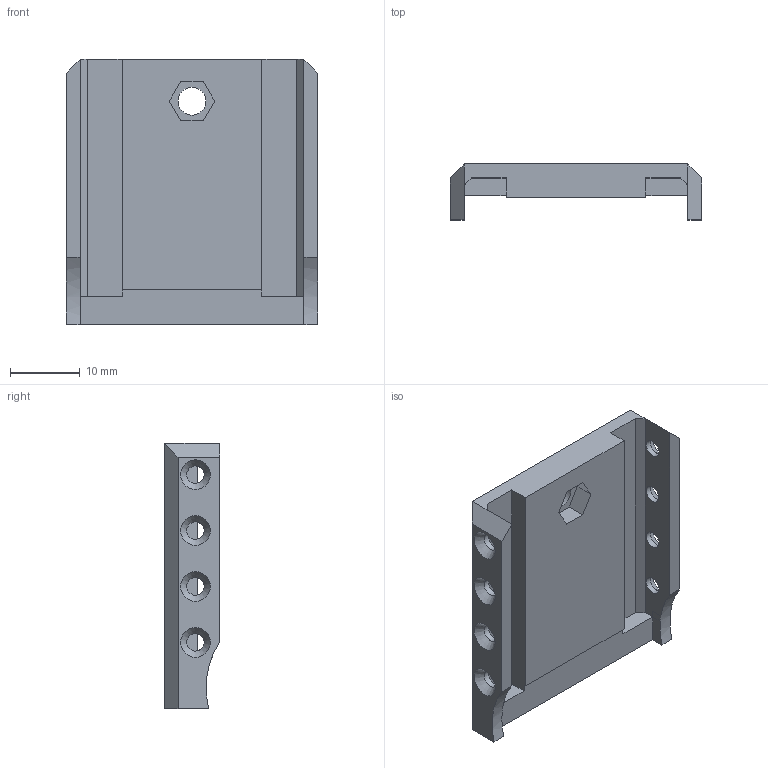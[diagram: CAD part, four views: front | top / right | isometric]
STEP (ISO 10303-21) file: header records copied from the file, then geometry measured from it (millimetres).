
FILE_DESCRIPTION(('FreeCAD Model'),'2;1');
FILE_NAME('ingle2.step', '2015-04-09T14:14:48',('FreeCAD'),('FreeCAD'), 'Open CASCADE STEP processor 6.7','FreeCAD','Unknown');
FILE_SCHEMA(('AUTOMOTIVE_DESIGN_CC2 { 1 2 10303 214 -1 1 5 4 }'));
Length unit declared in the file: millimetre
Products named in the file (1): ingle2
Bounding box: 36 x 8 x 38 mm (x, y, z)
Volume: 5411.1 mm3; surface area: 4183.2 mm2
Topology: 1 solids, 1 shells, 54 faces, 147 edges, 96 vertices
Faces by surface type: plane 35, cylinder 11, cone 8
Full cylindrical faces by diameter (mm): 2.5 x8, 4 x1
Entity records: 4968 total; most frequent: CARTESIAN_POINT 1784, DIRECTION 458, ORIENTED_EDGE 294, PCURVE 294, DEFINITIONAL_REPRESENTATION 294, LINE 283, VECTOR 283, EDGE_CURVE 147
